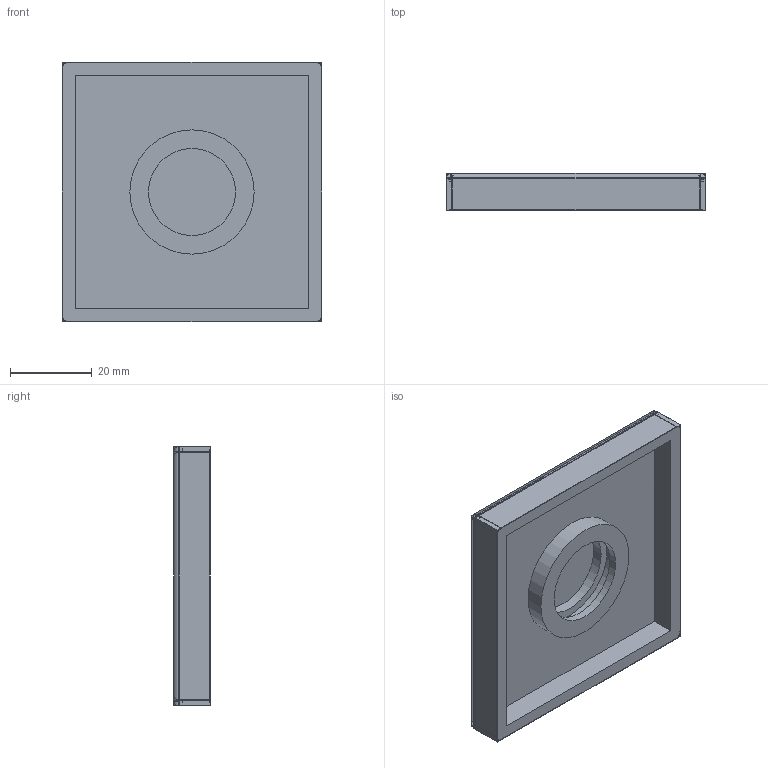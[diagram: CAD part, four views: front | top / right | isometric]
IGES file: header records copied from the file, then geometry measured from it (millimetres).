
Start section:  PTC IGES file: 11556.igs
Global section: file name: 11556.igs; native system: Creo Parametric by Parametric Technology Corporation; preprocessor: 2013150; author: rsmith; organization: Unknown; date: 20150730.095839; units: inch
Bounding box: 63.5 x 9.04 x 63.5 mm (x, y, z)
Surface area: 35867.4 mm2 (no closed solid volume)
Topology: 0 solids, 0 shells, 68 faces, 634 edges, 808 vertices
Faces by surface type: revolution 44, bspline 24
